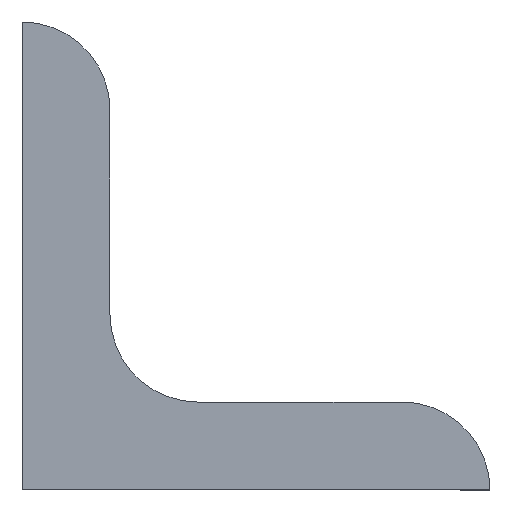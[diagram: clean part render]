
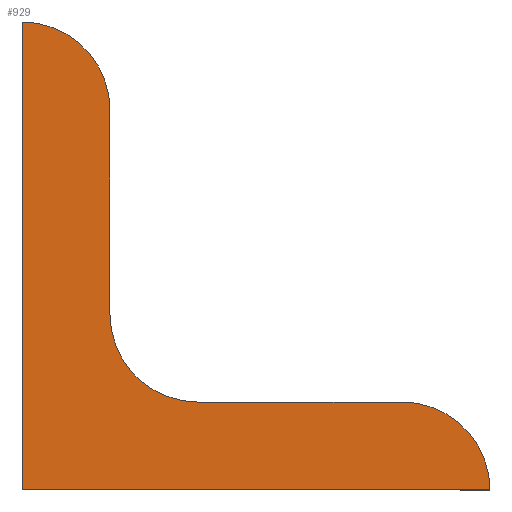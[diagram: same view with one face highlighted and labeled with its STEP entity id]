
A CAD part, left-side view. The second image highlights one B-rep face of the part: STEP entity #929.
In plain terms, the highlighted planar face has unit normal (-1, 0, 0).
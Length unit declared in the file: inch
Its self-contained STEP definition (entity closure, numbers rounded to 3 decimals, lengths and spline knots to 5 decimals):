
#309=CARTESIAN_POINT('',(-0.9375,-0.188,0.376));
#310=VERTEX_POINT('',#309);
#317=CARTESIAN_POINT('',(-0.9375,-0.376,0.188));
#318=VERTEX_POINT('',#317);
#319=CARTESIAN_POINT('',(-0.9375,-0.376,0.376));
#320=DIRECTION('',(1.0,0.,0.));
#321=DIRECTION('',(0.,0.707,-0.707));
#322=AXIS2_PLACEMENT_3D('',#319,#320,#321);
#323=CIRCLE('',#322,0.188);
#324=EDGE_CURVE('',#318,#310,#323,.T.);
#655=CARTESIAN_POINT('',(-0.9375,-0.188,0.812));
#656=VERTEX_POINT('',#655);
#663=CARTESIAN_POINT('',(-0.9375,-0.188,0.376));
#664=DIRECTION('',(0.0,0.0,1.0));
#665=VECTOR('',#664,0.436);
#666=LINE('',#663,#665);
#667=EDGE_CURVE('',#310,#656,#666,.T.);
#736=CARTESIAN_POINT('',(-0.9375,0.,1.0));
#737=VERTEX_POINT('',#736);
#744=CARTESIAN_POINT('',(-0.9375,0.,0.812));
#745=DIRECTION('',(-1.0,0.,0.));
#746=DIRECTION('',(0.,-0.707,0.707));
#747=AXIS2_PLACEMENT_3D('',#744,#745,#746);
#748=CIRCLE('',#747,0.188);
#749=EDGE_CURVE('',#656,#737,#748,.T.);
#772=CARTESIAN_POINT('',(-0.9375,-1.0,0.));
#773=VERTEX_POINT('',#772);
#780=CARTESIAN_POINT('',(-0.9375,0.,0.));
#781=VERTEX_POINT('',#780);
#782=CARTESIAN_POINT('',(-0.9375,0.,0.));
#783=DIRECTION('',(0.0,-1.0,0.0));
#784=VECTOR('',#783,1.0);
#785=LINE('',#782,#784);
#786=EDGE_CURVE('',#781,#773,#785,.T.);
#819=CARTESIAN_POINT('',(-0.9375,-0.812,0.188));
#820=VERTEX_POINT('',#819);
#827=CARTESIAN_POINT('',(-0.9375,-0.812,0.));
#828=DIRECTION('',(-1.0,0.,0.));
#829=DIRECTION('',(0.,-0.707,0.707));
#830=AXIS2_PLACEMENT_3D('',#827,#828,#829);
#831=CIRCLE('',#830,0.188);
#832=EDGE_CURVE('',#773,#820,#831,.T.);
#846=CARTESIAN_POINT('',(-0.9375,-0.812,0.188));
#847=DIRECTION('',(0.0,1.0,0.0));
#848=VECTOR('',#847,0.436);
#849=LINE('',#846,#848);
#850=EDGE_CURVE('',#820,#318,#849,.T.);
#878=CARTESIAN_POINT('',(-0.9375,0.,1.0));
#879=DIRECTION('',(0.0,0.0,-1.0));
#880=VECTOR('',#879,1.0);
#881=LINE('',#878,#880);
#882=EDGE_CURVE('',#737,#781,#881,.T.);
#915=CARTESIAN_POINT('',(-0.9375,-0.38849,0.38849));
#916=DIRECTION('',(1.0,0.0,0.0));
#917=DIRECTION('',(0.0,0.0,1.0));
#918=AXIS2_PLACEMENT_3D('',#915,#916,#917);
#919=PLANE('',#918);
#920=ORIENTED_EDGE('',*,*,#882,.T.);
#921=ORIENTED_EDGE('',*,*,#786,.T.);
#922=ORIENTED_EDGE('',*,*,#832,.T.);
#923=ORIENTED_EDGE('',*,*,#850,.T.);
#924=ORIENTED_EDGE('',*,*,#324,.T.);
#925=ORIENTED_EDGE('',*,*,#667,.T.);
#926=ORIENTED_EDGE('',*,*,#749,.T.);
#927=EDGE_LOOP('',(#920,#921,#922,#923,#924,#925,#926));
#928=FACE_OUTER_BOUND('',#927,.T.);
#929=ADVANCED_FACE('',(#928),#919,.F.);
